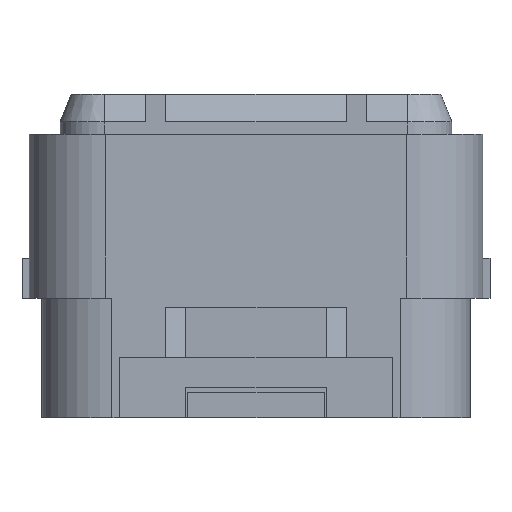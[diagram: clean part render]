
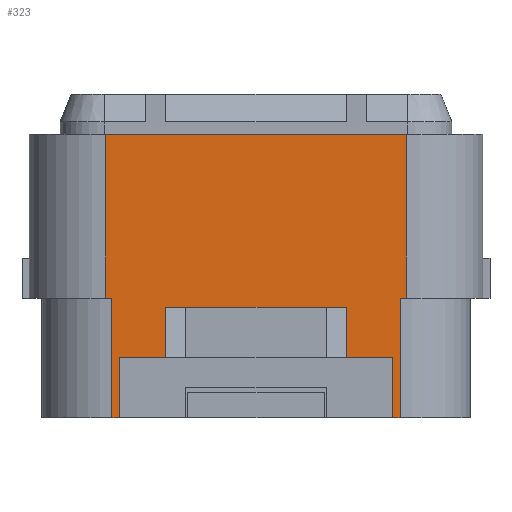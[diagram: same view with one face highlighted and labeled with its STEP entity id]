
A CAD part, front view. The second image highlights one B-rep face of the part: STEP entity #323.
In plain terms, the highlighted planar face has unit normal (0, -1, 0).
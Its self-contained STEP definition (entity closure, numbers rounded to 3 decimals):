
#245 = VERTEX_POINT ( 'NONE', #1168 ) ;
#246 = VERTEX_POINT ( 'NONE', #1167 ) ;
#247 = ORIENTED_EDGE ( 'NONE', *, *, #248, .F. ) ;
#248 = EDGE_CURVE ( 'NONE', #249, #246, #1166, .T. ) ;
#249 = VERTEX_POINT ( 'NONE', #1162 ) ;
#251 = ORIENTED_EDGE ( 'NONE', *, *, #257, .T. ) ;
#252 = VERTEX_POINT ( 'NONE', #1160 ) ;
#253 = ORIENTED_EDGE ( 'NONE', *, *, #254, .F. ) ;
#254 = EDGE_CURVE ( 'NONE', #256, #252, #1159, .T. ) ;
#256 = VERTEX_POINT ( 'NONE', #1155 ) ;
#257 = EDGE_CURVE ( 'NONE', #249, #258, #1154, .T. ) ;
#258 = VERTEX_POINT ( 'NONE', #1150 ) ;
#259 = ORIENTED_EDGE ( 'NONE', *, *, #260, .F. ) ;
#260 = EDGE_CURVE ( 'NONE', #252, #258, #1149, .T. ) ;
#261 = EDGE_CURVE ( 'NONE', #262, #391, #1210, .T. ) ;
#262 = VERTEX_POINT ( 'NONE', #1206 ) ;
#264 = ORIENTED_EDGE ( 'NONE', *, *, #265, .F. ) ;
#265 = EDGE_CURVE ( 'NONE', #28295, #262, #1205, .T. ) ;
#323 = ADVANCED_FACE ( 'NONE', ( #1255 ), #1254, .F. ) ;
#324 = ORIENTED_EDGE ( 'NONE', *, *, #343, .T. ) ;
#325 = VERTEX_POINT ( 'NONE', #1249 ) ;
#342 = EDGE_LOOP ( 'NONE', ( #324, #393, #247, #251, #259, #253, #345, #350, #386, #389, #392, #264, #516, #556, #500, #495, #498, #445 ) ) ;
#343 = EDGE_CURVE ( 'NONE', #325, #344, #1339, .T. ) ;
#344 = VERTEX_POINT ( 'NONE', #1335 ) ;
#345 = ORIENTED_EDGE ( 'NONE', *, *, #346, .F. ) ;
#346 = EDGE_CURVE ( 'NONE', #348, #256, #1334, .T. ) ;
#348 = VERTEX_POINT ( 'NONE', #1330 ) ;
#350 = ORIENTED_EDGE ( 'NONE', *, *, #385, .T. ) ;
#385 = EDGE_CURVE ( 'NONE', #348, #245, #1391, .T. ) ;
#386 = ORIENTED_EDGE ( 'NONE', *, *, #387, .T. ) ;
#387 = EDGE_CURVE ( 'NONE', #245, #388, #1382, .T. ) ;
#388 = VERTEX_POINT ( 'NONE', #1378 ) ;
#389 = ORIENTED_EDGE ( 'NONE', *, *, #390, .T. ) ;
#390 = EDGE_CURVE ( 'NONE', #388, #391, #1377, .T. ) ;
#391 = VERTEX_POINT ( 'NONE', #1373 ) ;
#392 = ORIENTED_EDGE ( 'NONE', *, *, #261, .F. ) ;
#393 = ORIENTED_EDGE ( 'NONE', *, *, #394, .F. ) ;
#394 = EDGE_CURVE ( 'NONE', #246, #344, #1372, .T. ) ;
#444 = VERTEX_POINT ( 'NONE', #1497 ) ;
#445 = ORIENTED_EDGE ( 'NONE', *, *, #446, .F. ) ;
#446 = EDGE_CURVE ( 'NONE', #325, #499, #1496, .T. ) ;
#458 = VERTEX_POINT ( 'NONE', #1534 ) ;
#494 = EDGE_CURVE ( 'NONE', #444, #458, #1605, .T. ) ;
#495 = ORIENTED_EDGE ( 'NONE', *, *, #496, .F. ) ;
#496 = EDGE_CURVE ( 'NONE', #497, #502, #1601, .T. ) ;
#497 = VERTEX_POINT ( 'NONE', #1597 ) ;
#498 = ORIENTED_EDGE ( 'NONE', *, *, #503, .F. ) ;
#499 = VERTEX_POINT ( 'NONE', #1596 ) ;
#500 = ORIENTED_EDGE ( 'NONE', *, *, #501, .F. ) ;
#501 = EDGE_CURVE ( 'NONE', #502, #444, #1595, .T. ) ;
#502 = VERTEX_POINT ( 'NONE', #1591 ) ;
#503 = EDGE_CURVE ( 'NONE', #499, #497, #1589, .T. ) ;
#504 = EDGE_CURVE ( 'NONE', #28295, #458, #1585, .T. ) ;
#516 = ORIENTED_EDGE ( 'NONE', *, *, #504, .T. ) ;
#556 = ORIENTED_EDGE ( 'NONE', *, *, #494, .F. ) ;
#1146 = DIRECTION ( 'NONE',  ( -1., 0., 0. ) ) ;
#1147 = VECTOR ( 'NONE', #1146, 1000. ) ;
#1148 = CARTESIAN_POINT ( 'NONE',  ( -13.6, -9.8, -25.2 ) ) ;
#1149 = LINE ( 'NONE', #1148, #1147 ) ;
#1150 = CARTESIAN_POINT ( 'NONE',  ( 9., -9.8, -25.2 ) ) ;
#1151 = DIRECTION ( 'NONE',  ( 0., 0., -1. ) ) ;
#1152 = VECTOR ( 'NONE', #1151, 1000. ) ;
#1153 = CARTESIAN_POINT ( 'NONE',  ( 9., -9.8, -25.2 ) ) ;
#1154 = LINE ( 'NONE', #1153, #1152 ) ;
#1155 = CARTESIAN_POINT ( 'NONE',  ( 13.6, -9.8, -31.2 ) ) ;
#1156 = DIRECTION ( 'NONE',  ( 0., 0., 1. ) ) ;
#1157 = VECTOR ( 'NONE', #1156, 1000. ) ;
#1158 = CARTESIAN_POINT ( 'NONE',  ( 13.6, -9.8, -28.2 ) ) ;
#1159 = LINE ( 'NONE', #1158, #1157 ) ;
#1160 = CARTESIAN_POINT ( 'NONE',  ( 13.6, -9.8, -25.2 ) ) ;
#1162 = CARTESIAN_POINT ( 'NONE',  ( 9., -9.8, -20.2 ) ) ;
#1163 = DIRECTION ( 'NONE',  ( -1., 0., 0. ) ) ;
#1164 = VECTOR ( 'NONE', #1163, 1000. ) ;
#1165 = CARTESIAN_POINT ( 'NONE',  ( 9., -9.8, -20.2 ) ) ;
#1166 = LINE ( 'NONE', #1165, #1164 ) ;
#1167 = CARTESIAN_POINT ( 'NONE',  ( 7., -9.8, -20.2 ) ) ;
#1168 = CARTESIAN_POINT ( 'NONE',  ( 14.35, -9.8, -19.3 ) ) ;
#1202 = DIRECTION ( 'NONE',  ( 0., 0., 1. ) ) ;
#1203 = VECTOR ( 'NONE', #1202, 1000. ) ;
#1204 = CARTESIAN_POINT ( 'NONE',  ( -15., -9.8, -19.3 ) ) ;
#1205 = LINE ( 'NONE', #1204, #1203 ) ;
#1206 = CARTESIAN_POINT ( 'NONE',  ( -15., -9.8, -3. ) ) ;
#1207 = DIRECTION ( 'NONE',  ( 1., 0., 0. ) ) ;
#1208 = VECTOR ( 'NONE', #1207, 1000. ) ;
#1209 = CARTESIAN_POINT ( 'NONE',  ( -15., -9.8, -3. ) ) ;
#1210 = LINE ( 'NONE', #1209, #1208 ) ;
#1249 = CARTESIAN_POINT ( 'NONE',  ( -9., -9.8, -20.2 ) ) ;
#1250 = DIRECTION ( 'NONE',  ( -1., 0., 0. ) ) ;
#1251 = DIRECTION ( 'NONE',  ( 0., 1., 0. ) ) ;
#1252 = CARTESIAN_POINT ( 'NONE',  ( 14.35, -9.8, -31.2 ) ) ;
#1253 = AXIS2_PLACEMENT_3D ( 'NONE', #1252, #1251, #1250 ) ;
#1254 = PLANE ( 'NONE',  #1253 ) ;
#1255 = FACE_OUTER_BOUND ( 'NONE', #342, .T. ) ;
#1310 = DIRECTION ( 'NONE',  ( 1., 0., 0. ) ) ;
#1330 = CARTESIAN_POINT ( 'NONE',  ( 14.35, -9.8, -31.2 ) ) ;
#1331 = DIRECTION ( 'NONE',  ( -1., 0., 0. ) ) ;
#1332 = VECTOR ( 'NONE', #1331, 1000. ) ;
#1333 = CARTESIAN_POINT ( 'NONE',  ( 14.35, -9.8, -31.2 ) ) ;
#1334 = LINE ( 'NONE', #1333, #1332 ) ;
#1335 = CARTESIAN_POINT ( 'NONE',  ( -7., -9.8, -20.2 ) ) ;
#1336 = DIRECTION ( 'NONE',  ( 1., 0., 0. ) ) ;
#1337 = VECTOR ( 'NONE', #1336, 1000. ) ;
#1338 = CARTESIAN_POINT ( 'NONE',  ( -9., -9.8, -20.2 ) ) ;
#1339 = LINE ( 'NONE', #1338, #1337 ) ;
#1372 = LINE ( 'NONE', #1440, #1439 ) ;
#1373 = CARTESIAN_POINT ( 'NONE',  ( 15., -9.8, -3. ) ) ;
#1374 = DIRECTION ( 'NONE',  ( 0., 0., 1. ) ) ;
#1375 = VECTOR ( 'NONE', #1374, 1000. ) ;
#1376 = CARTESIAN_POINT ( 'NONE',  ( 15., -9.8, -19.3 ) ) ;
#1377 = LINE ( 'NONE', #1376, #1375 ) ;
#1378 = CARTESIAN_POINT ( 'NONE',  ( 15., -9.8, -19.3 ) ) ;
#1379 = DIRECTION ( 'NONE',  ( 1., 0., 0. ) ) ;
#1380 = VECTOR ( 'NONE', #1379, 1000. ) ;
#1381 = CARTESIAN_POINT ( 'NONE',  ( 15., -9.8, -19.3 ) ) ;
#1382 = LINE ( 'NONE', #1381, #1380 ) ;
#1383 = DIRECTION ( 'NONE',  ( 0., 0., 1. ) ) ;
#1384 = VECTOR ( 'NONE', #1383, 1000. ) ;
#1385 = CARTESIAN_POINT ( 'NONE',  ( 14.35, -9.8, -31.2 ) ) ;
#1391 = LINE ( 'NONE', #1385, #1384 ) ;
#1438 = DIRECTION ( 'NONE',  ( -1., 0., 0. ) ) ;
#1439 = VECTOR ( 'NONE', #1438, 1000. ) ;
#1440 = CARTESIAN_POINT ( 'NONE',  ( 7., -9.8, -20.2 ) ) ;
#1493 = DIRECTION ( 'NONE',  ( 0., 0., -1. ) ) ;
#1494 = VECTOR ( 'NONE', #1493, 1000. ) ;
#1495 = CARTESIAN_POINT ( 'NONE',  ( -9., -9.8, -25.2 ) ) ;
#1496 = LINE ( 'NONE', #1495, #1494 ) ;
#1497 = CARTESIAN_POINT ( 'NONE',  ( -14.35, -9.8, -31.2 ) ) ;
#1534 = CARTESIAN_POINT ( 'NONE',  ( -14.35, -9.8, -19.3 ) ) ;
#1583 = VECTOR ( 'NONE', #1310, 1000. ) ;
#1584 = CARTESIAN_POINT ( 'NONE',  ( 15., -9.8, -19.3 ) ) ;
#1585 = LINE ( 'NONE', #1584, #1583 ) ;
#1586 = DIRECTION ( 'NONE',  ( -1., 0., 0. ) ) ;
#1587 = VECTOR ( 'NONE', #1586, 1000. ) ;
#1588 = CARTESIAN_POINT ( 'NONE',  ( -13.6, -9.8, -25.2 ) ) ;
#1589 = LINE ( 'NONE', #1588, #1587 ) ;
#1591 = CARTESIAN_POINT ( 'NONE',  ( -13.6, -9.8, -31.2 ) ) ;
#1592 = DIRECTION ( 'NONE',  ( -1., 0., 0. ) ) ;
#1593 = VECTOR ( 'NONE', #1592, 1000. ) ;
#1594 = CARTESIAN_POINT ( 'NONE',  ( 14.35, -9.8, -31.2 ) ) ;
#1595 = LINE ( 'NONE', #1594, #1593 ) ;
#1596 = CARTESIAN_POINT ( 'NONE',  ( -9., -9.8, -25.2 ) ) ;
#1597 = CARTESIAN_POINT ( 'NONE',  ( -13.6, -9.8, -25.2 ) ) ;
#1598 = DIRECTION ( 'NONE',  ( 0., 0., -1. ) ) ;
#1599 = VECTOR ( 'NONE', #1598, 1000. ) ;
#1600 = CARTESIAN_POINT ( 'NONE',  ( -13.6, -9.8, -28.2 ) ) ;
#1601 = LINE ( 'NONE', #1600, #1599 ) ;
#1602 = DIRECTION ( 'NONE',  ( 0., 0., 1. ) ) ;
#1603 = VECTOR ( 'NONE', #1602, 1000. ) ;
#1604 = CARTESIAN_POINT ( 'NONE',  ( -14.35, -9.8, -31.2 ) ) ;
#1605 = LINE ( 'NONE', #1604, #1603 ) ;
#17610 = CARTESIAN_POINT ( 'NONE',  ( -15., -9.8, -19.3 ) ) ;
#28295 = VERTEX_POINT ( 'NONE', #17610 ) ;
